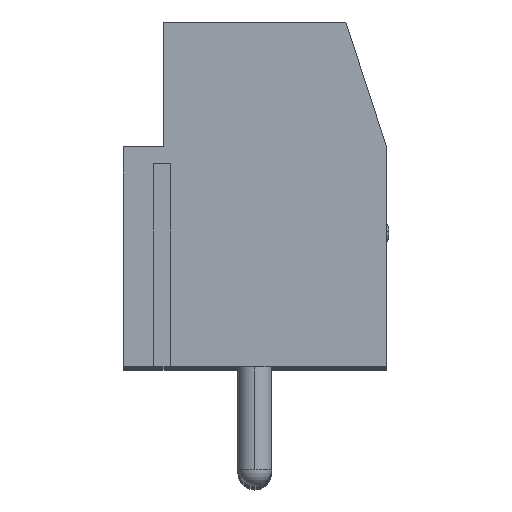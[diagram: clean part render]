
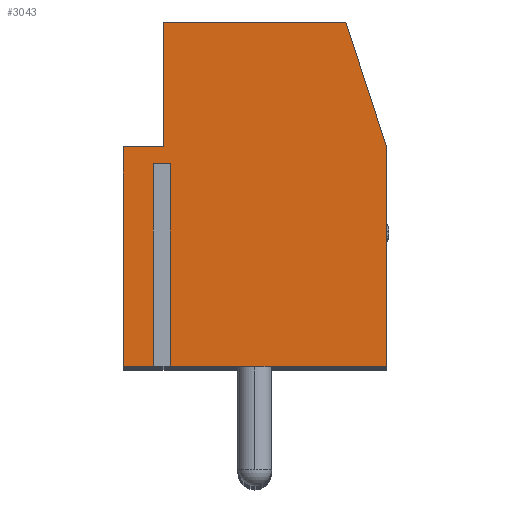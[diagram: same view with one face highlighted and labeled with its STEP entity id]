
A CAD part, top view. The second image highlights one B-rep face of the part: STEP entity #3043.
In plain terms, the highlighted planar face has unit normal (0, 0, 1).
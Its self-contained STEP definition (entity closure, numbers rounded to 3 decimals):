
#20 = DIRECTION ( 'NONE',  ( 0., -1., 0. ) ) ;
#42 = CARTESIAN_POINT ( 'NONE',  ( -2.7, 5.1, 0. ) ) ;
#198 = EDGE_CURVE ( 'NONE', #3499, #3945, #4566, .T. ) ;
#201 = DIRECTION ( 'NONE',  ( 1., 0., 0. ) ) ;
#222 = VECTOR ( 'NONE', #2290, 1000. ) ;
#382 = LINE ( 'NONE', #5594, #1479 ) ;
#476 = CARTESIAN_POINT ( 'NONE',  ( -2.7, 0., 0. ) ) ;
#956 = VECTOR ( 'NONE', #201, 1000. ) ;
#1097 = EDGE_LOOP ( 'NONE', ( #4568, #2024, #5547, #3892, #3609, #3884, #5357, #2293, #2161, #3780, #4403 ) ) ;
#1129 = VECTOR ( 'NONE', #2534, 1000. ) ;
#1277 = VERTEX_POINT ( 'NONE', #5303 ) ;
#1290 = VERTEX_POINT ( 'NONE', #42 ) ;
#1372 = LINE ( 'NONE', #3647, #2324 ) ;
#1472 = DIRECTION ( 'NONE',  ( -0.309, 0.951, 0. ) ) ;
#1479 = VECTOR ( 'NONE', #3277, 1000. ) ;
#1502 = DIRECTION ( 'NONE',  ( 1., 0., 0. ) ) ;
#1548 = CARTESIAN_POINT ( 'NONE',  ( 0., -5.1, 0. ) ) ;
#1725 = CARTESIAN_POINT ( 'NONE',  ( -2.89, -9.1, 0. ) ) ;
#1746 = DIRECTION ( 'NONE',  ( 0., 1., 0. ) ) ;
#1793 = PLANE ( 'NONE',  #4258 ) ;
#1794 = CARTESIAN_POINT ( 'NONE',  ( 3.9, -5.1, 0. ) ) ;
#1937 = DIRECTION ( 'NONE',  ( 0., -1., 0. ) ) ;
#1964 = EDGE_CURVE ( 'NONE', #5568, #3945, #1372, .T. ) ;
#2024 = ORIENTED_EDGE ( 'NONE', *, *, #198, .T. ) ;
#2031 = CARTESIAN_POINT ( 'NONE',  ( 0., 1.4, 0. ) ) ;
#2117 = FACE_OUTER_BOUND ( 'NONE', #1097, .T. ) ;
#2161 = ORIENTED_EDGE ( 'NONE', *, *, #4429, .T. ) ;
#2177 = LINE ( 'NONE', #1548, #956 ) ;
#2221 = VERTEX_POINT ( 'NONE', #3151 ) ;
#2235 = VECTOR ( 'NONE', #1746, 1000. ) ;
#2290 = DIRECTION ( 'NONE',  ( 0., 1., 0. ) ) ;
#2293 = ORIENTED_EDGE ( 'NONE', *, *, #4070, .F. ) ;
#2324 = VECTOR ( 'NONE', #5598, 1000. ) ;
#2343 = CARTESIAN_POINT ( 'NONE',  ( 3.9, 1.4, 0. ) ) ;
#2346 = LINE ( 'NONE', #2031, #1129 ) ;
#2451 = CARTESIAN_POINT ( 'NONE',  ( 0., -5.1, 0. ) ) ;
#2481 = EDGE_CURVE ( 'NONE', #1277, #5568, #3028, .T. ) ;
#2523 = CARTESIAN_POINT ( 'NONE',  ( -2.61, 0.9, 0. ) ) ;
#2534 = DIRECTION ( 'NONE',  ( -1., 0., 0. ) ) ;
#2758 = DIRECTION ( 'NONE',  ( 1., 0., 0. ) ) ;
#2773 = CARTESIAN_POINT ( 'NONE',  ( -2.89, -5.1, 0. ) ) ;
#2782 = CARTESIAN_POINT ( 'NONE',  ( -2.61, -9.1, 0. ) ) ;
#2816 = VECTOR ( 'NONE', #1502, 1000. ) ;
#2964 = CARTESIAN_POINT ( 'NONE',  ( -3.9, 1.4, 0. ) ) ;
#3028 = LINE ( 'NONE', #2782, #222 ) ;
#3043 = ADVANCED_FACE ( 'NONE', ( #2117 ), #1793, .T. ) ;
#3151 = CARTESIAN_POINT ( 'NONE',  ( -3.9, -5.1, 0. ) ) ;
#3277 = DIRECTION ( 'NONE',  ( 1., 0., 0. ) ) ;
#3308 = VECTOR ( 'NONE', #1472, 1000. ) ;
#3310 = CARTESIAN_POINT ( 'NONE',  ( -3.9, 0., 0. ) ) ;
#3317 = LINE ( 'NONE', #3310, #5577 ) ;
#3352 = EDGE_CURVE ( 'NONE', #1277, #4806, #2177, .T. ) ;
#3404 = LINE ( 'NONE', #5595, #4470 ) ;
#3472 = LINE ( 'NONE', #476, #5723 ) ;
#3499 = VERTEX_POINT ( 'NONE', #2773 ) ;
#3609 = ORIENTED_EDGE ( 'NONE', *, *, #3352, .T. ) ;
#3618 = CARTESIAN_POINT ( 'NONE',  ( 2.7, 5.1, 0. ) ) ;
#3647 = CARTESIAN_POINT ( 'NONE',  ( -3., 0.9, 0. ) ) ;
#3693 = EDGE_CURVE ( 'NONE', #4907, #4806, #3404, .T. ) ;
#3780 = ORIENTED_EDGE ( 'NONE', *, *, #3854, .T. ) ;
#3781 = EDGE_CURVE ( 'NONE', #2221, #3499, #4187, .T. ) ;
#3812 = VERTEX_POINT ( 'NONE', #2964 ) ;
#3854 = EDGE_CURVE ( 'NONE', #5007, #3812, #2346, .T. ) ;
#3884 = ORIENTED_EDGE ( 'NONE', *, *, #3693, .F. ) ;
#3892 = ORIENTED_EDGE ( 'NONE', *, *, #2481, .F. ) ;
#3945 = VERTEX_POINT ( 'NONE', #4108 ) ;
#4070 = EDGE_CURVE ( 'NONE', #1290, #4711, #382, .T. ) ;
#4108 = CARTESIAN_POINT ( 'NONE',  ( -2.89, 0.9, 0. ) ) ;
#4187 = LINE ( 'NONE', #2451, #2816 ) ;
#4258 = AXIS2_PLACEMENT_3D ( 'NONE', #5025, #5484, #2758 ) ;
#4263 = CARTESIAN_POINT ( 'NONE',  ( 3.94, 1.278, 0. ) ) ;
#4300 = CARTESIAN_POINT ( 'NONE',  ( -2.7, 1.4, 0. ) ) ;
#4403 = ORIENTED_EDGE ( 'NONE', *, *, #4464, .T. ) ;
#4429 = EDGE_CURVE ( 'NONE', #1290, #5007, #3472, .T. ) ;
#4464 = EDGE_CURVE ( 'NONE', #3812, #2221, #3317, .T. ) ;
#4470 = VECTOR ( 'NONE', #1937, 1000. ) ;
#4566 = LINE ( 'NONE', #1725, #2235 ) ;
#4568 = ORIENTED_EDGE ( 'NONE', *, *, #3781, .T. ) ;
#4711 = VERTEX_POINT ( 'NONE', #3618 ) ;
#4806 = VERTEX_POINT ( 'NONE', #1794 ) ;
#4907 = VERTEX_POINT ( 'NONE', #2343 ) ;
#4925 = EDGE_CURVE ( 'NONE', #4907, #4711, #5569, .T. ) ;
#5007 = VERTEX_POINT ( 'NONE', #4300 ) ;
#5025 = CARTESIAN_POINT ( 'NONE',  ( 0., 0., 0. ) ) ;
#5101 = DIRECTION ( 'NONE',  ( 0., -1., 0. ) ) ;
#5303 = CARTESIAN_POINT ( 'NONE',  ( -2.61, -5.1, 0. ) ) ;
#5357 = ORIENTED_EDGE ( 'NONE', *, *, #4925, .T. ) ;
#5484 = DIRECTION ( 'NONE',  ( 0., 0., 1. ) ) ;
#5547 = ORIENTED_EDGE ( 'NONE', *, *, #1964, .F. ) ;
#5568 = VERTEX_POINT ( 'NONE', #2523 ) ;
#5569 = LINE ( 'NONE', #4263, #3308 ) ;
#5577 = VECTOR ( 'NONE', #20, 1000. ) ;
#5594 = CARTESIAN_POINT ( 'NONE',  ( 0., 5.1, 0. ) ) ;
#5595 = CARTESIAN_POINT ( 'NONE',  ( 3.9, 0., 0. ) ) ;
#5598 = DIRECTION ( 'NONE',  ( -1., 0., 0. ) ) ;
#5723 = VECTOR ( 'NONE', #5101, 1000. ) ;
